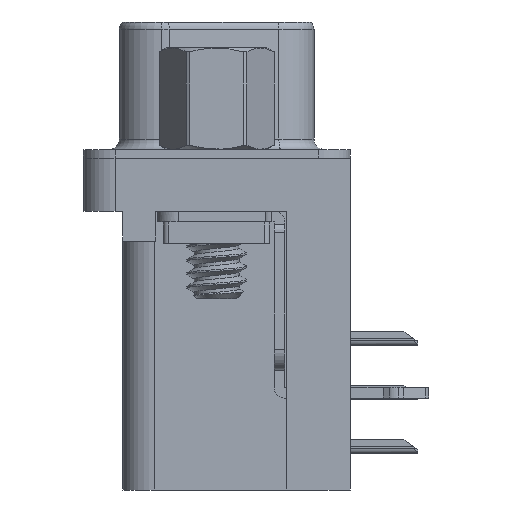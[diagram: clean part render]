
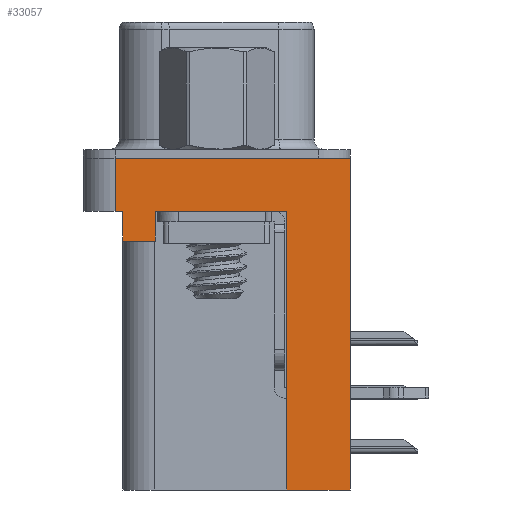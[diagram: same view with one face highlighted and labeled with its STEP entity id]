
A CAD part, left-side view. The second image highlights one B-rep face of the part: STEP entity #33057.
In plain terms, the highlighted planar face has unit normal (-1, 0, 0).
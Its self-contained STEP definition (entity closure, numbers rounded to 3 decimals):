
#81 = CARTESIAN_POINT ( 'NONE',  ( -3., -6.275, 0. ) ) ;
#199 = VECTOR ( 'NONE', #12056, 1000. ) ;
#245 = LINE ( 'NONE', #2255, #24605 ) ;
#313 = VERTEX_POINT ( 'NONE', #15315 ) ;
#1924 = VECTOR ( 'NONE', #22426, 1000. ) ;
#2255 = CARTESIAN_POINT ( 'NONE',  ( -3., -6.275, -2.5 ) ) ;
#2297 = ORIENTED_EDGE ( 'NONE', *, *, #3246, .T. ) ;
#2745 = ORIENTED_EDGE ( 'NONE', *, *, #7242, .F. ) ;
#2851 = VERTEX_POINT ( 'NONE', #14993 ) ;
#2911 = VECTOR ( 'NONE', #30073, 1000. ) ;
#3246 = EDGE_CURVE ( 'NONE', #3420, #28844, #14046, .T. ) ;
#3265 = LINE ( 'NONE', #33989, #1924 ) ;
#3420 = VERTEX_POINT ( 'NONE', #27206 ) ;
#4298 = EDGE_CURVE ( 'NONE', #2851, #16817, #32198, .T. ) ;
#4442 = VECTOR ( 'NONE', #26766, 1000. ) ;
#4608 = CARTESIAN_POINT ( 'NONE',  ( -3., 2.895, -2.5 ) ) ;
#5028 = VECTOR ( 'NONE', #27887, 1000. ) ;
#5756 = VECTOR ( 'NONE', #7194, 1000. ) ;
#6069 = CARTESIAN_POINT ( 'NONE',  ( -3., -3.295, -2.5 ) ) ;
#6115 = EDGE_CURVE ( 'NONE', #19142, #31611, #245, .T. ) ;
#6838 = DIRECTION ( 'NONE',  ( 0., 0., 1. ) ) ;
#7079 = ORIENTED_EDGE ( 'NONE', *, *, #21560, .T. ) ;
#7192 = EDGE_LOOP ( 'NONE', ( #2745, #18515, #2297, #28197, #12127, #12083, #15697, #35182, #15379, #7079 ) ) ;
#7194 = DIRECTION ( 'NONE',  ( 0., 0., 1. ) ) ;
#7242 = EDGE_CURVE ( 'NONE', #25412, #27692, #8398, .T. ) ;
#7438 = CARTESIAN_POINT ( 'NONE',  ( -3., -3.295, -15.6 ) ) ;
#7711 = AXIS2_PLACEMENT_3D ( 'NONE', #28302, #19990, #25946 ) ;
#8398 = LINE ( 'NONE', #81, #5028 ) ;
#8782 = CARTESIAN_POINT ( 'NONE',  ( -3., -6.275, 0. ) ) ;
#8972 = FACE_OUTER_BOUND ( 'NONE', #7192, .T. ) ;
#11703 = LINE ( 'NONE', #30666, #31376 ) ;
#11899 = EDGE_CURVE ( 'NONE', #313, #28844, #11703, .T. ) ;
#12056 = DIRECTION ( 'NONE',  ( 0., -1., 0. ) ) ;
#12083 = ORIENTED_EDGE ( 'NONE', *, *, #28790, .T. ) ;
#12127 = ORIENTED_EDGE ( 'NONE', *, *, #32463, .F. ) ;
#12625 = LINE ( 'NONE', #25810, #22436 ) ;
#14046 = LINE ( 'NONE', #19650, #199 ) ;
#14753 = EDGE_CURVE ( 'NONE', #16817, #31611, #31258, .T. ) ;
#14758 = PLANE ( 'NONE',  #7711 ) ;
#14810 = LINE ( 'NONE', #17867, #5756 ) ;
#14993 = CARTESIAN_POINT ( 'NONE',  ( -3., -6.275, -15.6 ) ) ;
#15315 = CARTESIAN_POINT ( 'NONE',  ( -3., 4.425, -3.9 ) ) ;
#15379 = ORIENTED_EDGE ( 'NONE', *, *, #4298, .F. ) ;
#15697 = ORIENTED_EDGE ( 'NONE', *, *, #6115, .T. ) ;
#16817 = VERTEX_POINT ( 'NONE', #35224 ) ;
#17531 = VERTEX_POINT ( 'NONE', #30806 ) ;
#17867 = CARTESIAN_POINT ( 'NONE',  ( -3., 4.775, -2.5 ) ) ;
#18515 = ORIENTED_EDGE ( 'NONE', *, *, #22837, .F. ) ;
#19056 = CARTESIAN_POINT ( 'NONE',  ( -3., 2.895, -3.9 ) ) ;
#19142 = VERTEX_POINT ( 'NONE', #4608 ) ;
#19650 = CARTESIAN_POINT ( 'NONE',  ( -3., -6.275, -2.5 ) ) ;
#19990 = DIRECTION ( 'NONE',  ( -1., 0., 0. ) ) ;
#20231 = CARTESIAN_POINT ( 'NONE',  ( -3., -3.295, -15.6 ) ) ;
#21560 = EDGE_CURVE ( 'NONE', #2851, #27692, #12625, .T. ) ;
#21947 = CARTESIAN_POINT ( 'NONE',  ( -3., 4.425, -2.5 ) ) ;
#22426 = DIRECTION ( 'NONE',  ( 0., 1., 0. ) ) ;
#22436 = VECTOR ( 'NONE', #6838, 1000. ) ;
#22837 = EDGE_CURVE ( 'NONE', #3420, #25412, #14810, .T. ) ;
#24605 = VECTOR ( 'NONE', #29901, 1000. ) ;
#25412 = VERTEX_POINT ( 'NONE', #28923 ) ;
#25810 = CARTESIAN_POINT ( 'NONE',  ( -3., -6.275, -2.5 ) ) ;
#25946 = DIRECTION ( 'NONE',  ( 0., 0., 1. ) ) ;
#26766 = DIRECTION ( 'NONE',  ( 0., 1., 0. ) ) ;
#26907 = VECTOR ( 'NONE', #30519, 1000. ) ;
#27206 = CARTESIAN_POINT ( 'NONE',  ( -3., 4.775, -2.5 ) ) ;
#27692 = VERTEX_POINT ( 'NONE', #8782 ) ;
#27887 = DIRECTION ( 'NONE',  ( 0., -1., 0. ) ) ;
#28197 = ORIENTED_EDGE ( 'NONE', *, *, #11899, .F. ) ;
#28302 = CARTESIAN_POINT ( 'NONE',  ( -3., -6.275, -2.5 ) ) ;
#28790 = EDGE_CURVE ( 'NONE', #17531, #19142, #35677, .T. ) ;
#28844 = VERTEX_POINT ( 'NONE', #21947 ) ;
#28923 = CARTESIAN_POINT ( 'NONE',  ( -3., 4.775, 0. ) ) ;
#29901 = DIRECTION ( 'NONE',  ( 0., -1., 0. ) ) ;
#30073 = DIRECTION ( 'NONE',  ( 0., 0., 1. ) ) ;
#30519 = DIRECTION ( 'NONE',  ( 0., 0., 1. ) ) ;
#30666 = CARTESIAN_POINT ( 'NONE',  ( -3., 4.425, -3.9 ) ) ;
#30806 = CARTESIAN_POINT ( 'NONE',  ( -3., 2.895, -3.9 ) ) ;
#31017 = DIRECTION ( 'NONE',  ( 0., 0., 1. ) ) ;
#31258 = LINE ( 'NONE', #20231, #26907 ) ;
#31376 = VECTOR ( 'NONE', #31017, 1000. ) ;
#31611 = VERTEX_POINT ( 'NONE', #6069 ) ;
#32198 = LINE ( 'NONE', #7438, #4442 ) ;
#32463 = EDGE_CURVE ( 'NONE', #17531, #313, #3265, .T. ) ;
#33057 = ADVANCED_FACE ( 'NONE', ( #8972 ), #14758, .T. ) ;
#33989 = CARTESIAN_POINT ( 'NONE',  ( -3., 4.425, -3.9 ) ) ;
#35182 = ORIENTED_EDGE ( 'NONE', *, *, #14753, .F. ) ;
#35224 = CARTESIAN_POINT ( 'NONE',  ( -3., -3.295, -15.6 ) ) ;
#35677 = LINE ( 'NONE', #19056, #2911 ) ;
